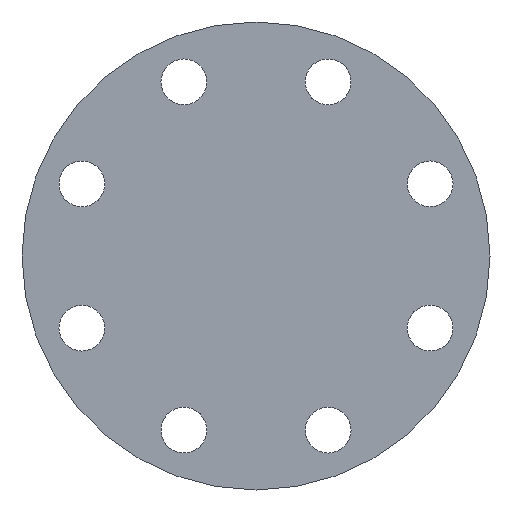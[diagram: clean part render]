
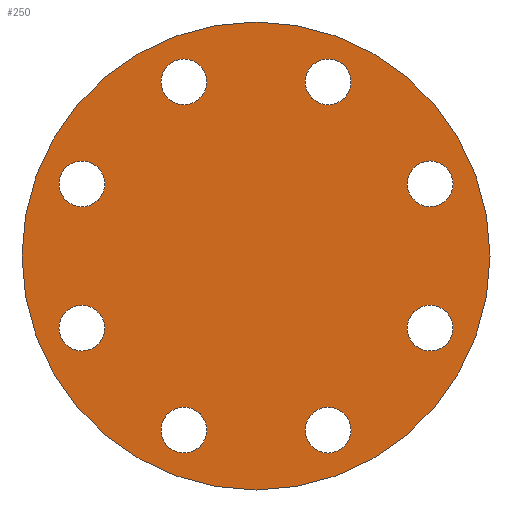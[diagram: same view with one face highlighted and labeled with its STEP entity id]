
A CAD part, front view. The second image highlights one B-rep face of the part: STEP entity #250.
In plain terms, the highlighted planar face has unit normal (0, -1, 0).
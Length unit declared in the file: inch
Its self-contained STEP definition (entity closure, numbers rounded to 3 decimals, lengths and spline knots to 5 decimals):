
#24=FACE_BOUND('',#70,.T.);
#25=FACE_BOUND('',#71,.T.);
#26=FACE_BOUND('',#72,.T.);
#27=FACE_BOUND('',#73,.T.);
#28=FACE_BOUND('',#74,.T.);
#29=FACE_BOUND('',#75,.T.);
#30=FACE_BOUND('',#76,.T.);
#31=FACE_BOUND('',#77,.T.);
#34=PLANE('',#305);
#47=FACE_OUTER_BOUND('',#69,.T.);
#69=EDGE_LOOP('',(#219));
#70=EDGE_LOOP('',(#220));
#71=EDGE_LOOP('',(#221));
#72=EDGE_LOOP('',(#222));
#73=EDGE_LOOP('',(#223));
#74=EDGE_LOOP('',(#224));
#75=EDGE_LOOP('',(#225));
#76=EDGE_LOOP('',(#226));
#77=EDGE_LOOP('',(#227));
#99=CIRCLE('',#275,0.44);
#101=CIRCLE('',#278,0.44);
#103=CIRCLE('',#281,0.44);
#105=CIRCLE('',#284,0.44);
#107=CIRCLE('',#287,0.44);
#109=CIRCLE('',#290,0.44);
#111=CIRCLE('',#293,0.44);
#113=CIRCLE('',#296,0.44);
#115=CIRCLE('',#299,4.5);
#119=VERTEX_POINT('',#388);
#121=VERTEX_POINT('',#394);
#123=VERTEX_POINT('',#400);
#125=VERTEX_POINT('',#406);
#127=VERTEX_POINT('',#412);
#129=VERTEX_POINT('',#418);
#131=VERTEX_POINT('',#424);
#133=VERTEX_POINT('',#430);
#135=VERTEX_POINT('',#436);
#140=EDGE_CURVE('',#119,#119,#99,.T.);
#143=EDGE_CURVE('',#121,#121,#101,.T.);
#146=EDGE_CURVE('',#123,#123,#103,.T.);
#149=EDGE_CURVE('',#125,#125,#105,.T.);
#152=EDGE_CURVE('',#127,#127,#107,.T.);
#155=EDGE_CURVE('',#129,#129,#109,.T.);
#158=EDGE_CURVE('',#131,#131,#111,.T.);
#161=EDGE_CURVE('',#133,#133,#113,.T.);
#164=EDGE_CURVE('',#135,#135,#115,.T.);
#219=ORIENTED_EDGE('',*,*,#164,.F.);
#220=ORIENTED_EDGE('',*,*,#140,.T.);
#221=ORIENTED_EDGE('',*,*,#143,.T.);
#222=ORIENTED_EDGE('',*,*,#146,.T.);
#223=ORIENTED_EDGE('',*,*,#149,.T.);
#224=ORIENTED_EDGE('',*,*,#152,.T.);
#225=ORIENTED_EDGE('',*,*,#155,.T.);
#226=ORIENTED_EDGE('',*,*,#158,.T.);
#227=ORIENTED_EDGE('',*,*,#161,.T.);
#250=ADVANCED_FACE('',(#47,#24,#25,#26,#27,#28,#29,#30,#31),#34,.T.);
#275=AXIS2_PLACEMENT_3D('',#390,#313,#314);
#278=AXIS2_PLACEMENT_3D('',#396,#320,#321);
#281=AXIS2_PLACEMENT_3D('',#402,#327,#328);
#284=AXIS2_PLACEMENT_3D('',#408,#334,#335);
#287=AXIS2_PLACEMENT_3D('',#414,#341,#342);
#290=AXIS2_PLACEMENT_3D('',#420,#348,#349);
#293=AXIS2_PLACEMENT_3D('',#426,#355,#356);
#296=AXIS2_PLACEMENT_3D('',#432,#362,#363);
#299=AXIS2_PLACEMENT_3D('',#438,#369,#370);
#305=AXIS2_PLACEMENT_3D('',#447,#382,#383);
#313=DIRECTION('center_axis',(0.,1.,0.));
#314=DIRECTION('ref_axis',(0.707,0.,0.707));
#320=DIRECTION('center_axis',(0.,1.,0.));
#321=DIRECTION('ref_axis',(0.,0.,1.));
#327=DIRECTION('center_axis',(0.,1.,0.));
#328=DIRECTION('ref_axis',(-0.707,0.,0.707));
#334=DIRECTION('center_axis',(0.,1.,0.));
#335=DIRECTION('ref_axis',(-1.,0.,0.));
#341=DIRECTION('center_axis',(0.,1.,0.));
#342=DIRECTION('ref_axis',(-0.707,0.,-0.707));
#348=DIRECTION('center_axis',(0.,1.,0.));
#349=DIRECTION('ref_axis',(0.,0.,-1.));
#355=DIRECTION('center_axis',(0.,1.,0.));
#356=DIRECTION('ref_axis',(0.707,0.,-0.707));
#362=DIRECTION('center_axis',(0.,1.,0.));
#363=DIRECTION('ref_axis',(1.,0.,0.));
#369=DIRECTION('center_axis',(0.,1.,0.));
#370=DIRECTION('ref_axis',(1.,0.,0.));
#382=DIRECTION('center_axis',(0.,-1.,0.));
#383=DIRECTION('ref_axis',(0.,0.,-1.));
#388=CARTESIAN_POINT('',(3.03794,0.,-1.69835));
#390=CARTESIAN_POINT('Origin',(3.34906,0.,-1.38723));
#394=CARTESIAN_POINT('',(3.34906,0.,0.94723));
#396=CARTESIAN_POINT('Origin',(3.34906,0.,1.38723));
#400=CARTESIAN_POINT('',(1.69835,0.,3.03794));
#402=CARTESIAN_POINT('Origin',(1.38723,0.,3.34906));
#406=CARTESIAN_POINT('',(-0.94723,0.,3.34906));
#408=CARTESIAN_POINT('Origin',(-1.38723,0.,3.34906));
#412=CARTESIAN_POINT('',(-3.03794,0.,1.69835));
#414=CARTESIAN_POINT('Origin',(-3.34906,0.,1.38723));
#418=CARTESIAN_POINT('',(-3.34906,0.,-0.94723));
#420=CARTESIAN_POINT('Origin',(-3.34906,0.,-1.38723));
#424=CARTESIAN_POINT('',(-1.69835,0.,-3.03794));
#426=CARTESIAN_POINT('Origin',(-1.38723,0.,-3.34906));
#430=CARTESIAN_POINT('',(0.94723,0.,-3.34906));
#432=CARTESIAN_POINT('Origin',(1.38723,0.,-3.34906));
#436=CARTESIAN_POINT('',(4.5,0.,0.));
#438=CARTESIAN_POINT('Origin',(0.,0.,0.));
#447=CARTESIAN_POINT('Origin',(-4.5,0.,0.));
